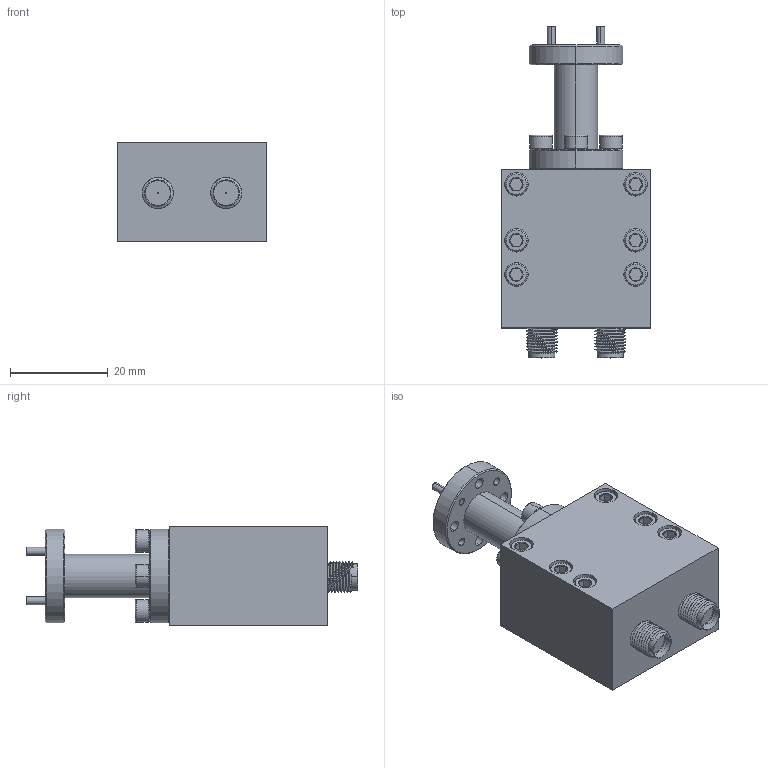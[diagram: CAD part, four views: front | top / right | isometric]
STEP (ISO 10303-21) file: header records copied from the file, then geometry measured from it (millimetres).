
FILE_DESCRIPTION (( 'STEP AP214' ), '1' );
FILE_NAME ('FH-D2-A-5 Defeatured.STEP', '2025-03-04T23:43:46', ( '' ), ( '' ), 'SwSTEP 2.0', 'SolidWorks 2021', '' );
FILE_SCHEMA (( 'AUTOMOTIVE_DESIGN' ));
Length unit declared in the file: inch
Products named in the file (1): FH-D2-A-5 Defeatured
Bounding box: 30.48 x 67.79 x 20.32 mm (x, y, z)
Volume: 23249.4 mm3; surface area: 8841.1 mm2
Topology: 10 solids, 17 shells, 560 faces, 1230 edges, 740 vertices
Faces by surface type: cylinder 234, plane 160, cone 154, torus 8, bspline 4
Entity records: 24658 total; most frequent: CARTESIAN_POINT 5009, DIRECTION 2728, ORIENTED_EDGE 2428, EDGE_CURVE 1214, AXIS2_PLACEMENT_3D 1095, VERTEX_POINT 740, EDGE_LOOP 656, LENGTH_MEASURE_WITH_UNIT 563
